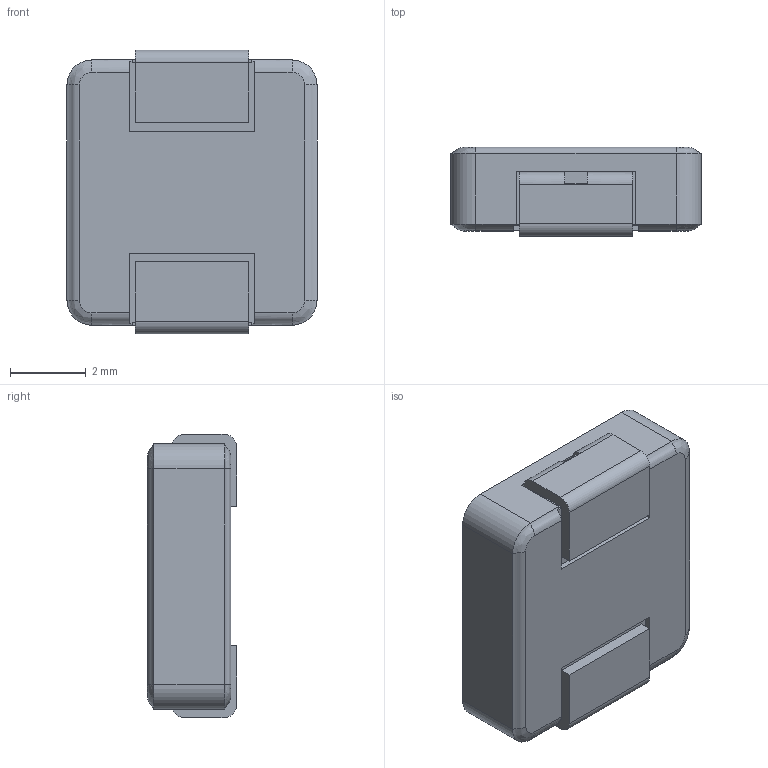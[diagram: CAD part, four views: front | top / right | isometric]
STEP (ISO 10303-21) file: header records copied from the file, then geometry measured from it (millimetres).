
FILE_DESCRIPTION (( 'STEP AP214' ), '1' );
FILE_NAME ('FXL0630.STEP', '2020-08-23T04:29:18', ( '' ), ( '' ), 'SwSTEP 2.0', 'SolidWorks 2020', '' );
FILE_SCHEMA (( 'AUTOMOTIVE_DESIGN' ));
Length unit declared in the file: millimetre
Products named in the file (3): 錨璃2; FXL0630; 錨璃1
Assembly tree (3 placements, depth 2):
  FXL0630
    錨璃1
    錨璃2  x2
Bounding box: 6.6 x 2.35 x 7.48 mm (x, y, z)
Volume: 102.9 mm3; surface area: 190.2 mm2
Topology: 3 solids, 3 shells, 76 faces, 190 edges, 120 vertices
Faces by surface type: plane 46, bspline 18, cylinder 12
Entity records: 2174 total; most frequent: CARTESIAN_POINT 748, ORIENTED_EDGE 300, DIRECTION 232, EDGE_CURVE 150, LINE 100, VECTOR 100, VERTEX_POINT 94, AXIS2_PLACEMENT_3D 66
